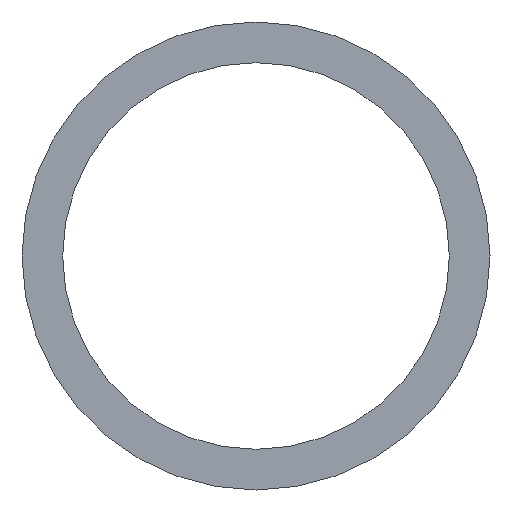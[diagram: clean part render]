
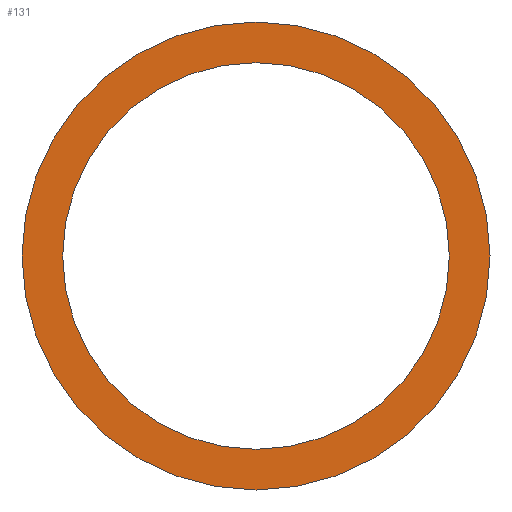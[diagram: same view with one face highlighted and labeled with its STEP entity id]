
A CAD part, front view. The second image highlights one B-rep face of the part: STEP entity #131.
In plain terms, the highlighted planar face has unit normal (0, -1, 0).
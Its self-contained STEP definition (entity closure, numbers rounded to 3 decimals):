
#4 = EDGE_CURVE ( 'NONE', #160, #156, #174, .T. ) ;
#5 = EDGE_CURVE ( 'NONE', #205, #176, #189, .T. ) ;
#7 = AXIS2_PLACEMENT_3D ( 'NONE', #45, #111, #106 ) ;
#8 = AXIS2_PLACEMENT_3D ( 'NONE', #114, #113, #112 ) ;
#10 = AXIS2_PLACEMENT_3D ( 'NONE', #103, #101, #100 ) ;
#11 = AXIS2_PLACEMENT_3D ( 'NONE', #97, #94, #93 ) ;
#18 = AXIS2_PLACEMENT_3D ( 'NONE', #76, #69, #68 ) ;
#45 = CARTESIAN_POINT ( 'NONE',  ( 0., 0., 0. ) ) ;
#46 = CARTESIAN_POINT ( 'NONE',  ( 0., 0., 30.8 ) ) ;
#54 = CARTESIAN_POINT ( 'NONE',  ( 0., 0., 25.45 ) ) ;
#55 = CARTESIAN_POINT ( 'NONE',  ( 0., 0., -25.45 ) ) ;
#58 = CARTESIAN_POINT ( 'NONE',  ( 0., 0., -30.8 ) ) ;
#68 = DIRECTION ( 'NONE',  ( 0., 0., 1. ) ) ;
#69 = DIRECTION ( 'NONE',  ( 0., 1., 0. ) ) ;
#76 = CARTESIAN_POINT ( 'NONE',  ( 0., 0., 0. ) ) ;
#79 = PLANE ( 'NONE',  #18 ) ;
#93 = DIRECTION ( 'NONE',  ( 0., 0., 1. ) ) ;
#94 = DIRECTION ( 'NONE',  ( 0., 1., 0. ) ) ;
#97 = CARTESIAN_POINT ( 'NONE',  ( 0., 0., 0. ) ) ;
#100 = DIRECTION ( 'NONE',  ( 0., 0., 1. ) ) ;
#101 = DIRECTION ( 'NONE',  ( 0., 1., 0. ) ) ;
#103 = CARTESIAN_POINT ( 'NONE',  ( 0., 0., 0. ) ) ;
#106 = DIRECTION ( 'NONE',  ( 0., 0., 1. ) ) ;
#111 = DIRECTION ( 'NONE',  ( 0., 1., 0. ) ) ;
#112 = DIRECTION ( 'NONE',  ( 0., 0., 1. ) ) ;
#113 = DIRECTION ( 'NONE',  ( 0., 1., 0. ) ) ;
#114 = CARTESIAN_POINT ( 'NONE',  ( 0., 0., 0. ) ) ;
#123 = EDGE_CURVE ( 'NONE', #156, #160, #163, .T. ) ;
#125 = EDGE_CURVE ( 'NONE', #176, #205, #197, .T. ) ;
#131 = ADVANCED_FACE ( 'NONE', ( #136, #161 ), #79, .F. ) ;
#134 = ORIENTED_EDGE ( 'NONE', *, *, #125, .F. ) ;
#136 = FACE_OUTER_BOUND ( 'NONE', #158, .T. ) ;
#156 = VERTEX_POINT ( 'NONE', #55 ) ;
#158 = EDGE_LOOP ( 'NONE', ( #134, #208 ) ) ;
#160 = VERTEX_POINT ( 'NONE', #54 ) ;
#161 = FACE_BOUND ( 'NONE', #199, .T. ) ;
#163 = CIRCLE ( 'NONE', #10, 25.45 ) ;
#174 = CIRCLE ( 'NONE', #7, 25.45 ) ;
#176 = VERTEX_POINT ( 'NONE', #58 ) ;
#177 = ORIENTED_EDGE ( 'NONE', *, *, #123, .T. ) ;
#189 = CIRCLE ( 'NONE', #8, 30.8 ) ;
#197 = CIRCLE ( 'NONE', #11, 30.8 ) ;
#199 = EDGE_LOOP ( 'NONE', ( #177, #204 ) ) ;
#204 = ORIENTED_EDGE ( 'NONE', *, *, #4, .T. ) ;
#205 = VERTEX_POINT ( 'NONE', #46 ) ;
#208 = ORIENTED_EDGE ( 'NONE', *, *, #5, .F. ) ;
